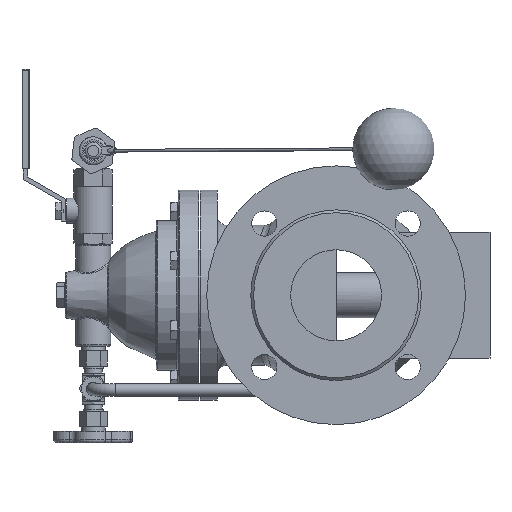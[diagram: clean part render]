
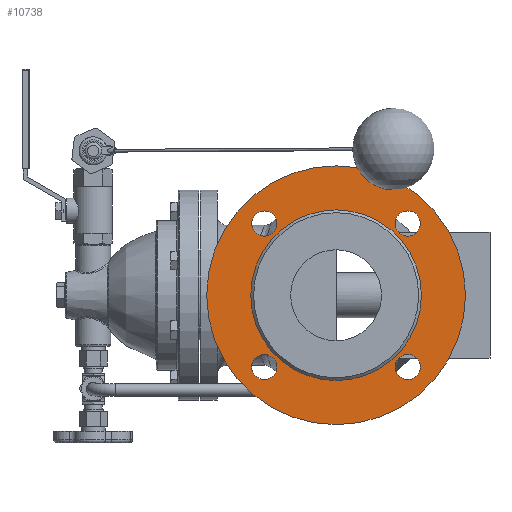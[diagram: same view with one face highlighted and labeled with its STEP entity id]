
A CAD part, left-side view. The second image highlights one B-rep face of the part: STEP entity #10738.
In plain terms, the highlighted planar face has unit normal (-1, 0, 0).
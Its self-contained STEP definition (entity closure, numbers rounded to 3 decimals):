
#463=FACE_BOUND('',#3674,.T.);
#464=FACE_BOUND('',#3675,.T.);
#465=FACE_BOUND('',#3676,.T.);
#466=FACE_BOUND('',#3677,.T.);
#467=FACE_BOUND('',#3678,.T.);
#1959=CIRCLE('',#11475,92.5);
#2082=CIRCLE('',#11718,9.);
#2083=CIRCLE('',#11720,9.);
#2084=CIRCLE('',#11722,9.);
#2085=CIRCLE('',#11724,9.);
#2087=CIRCLE('',#11728,61.);
#2528=PLANE('',#11727);
#2967=FACE_OUTER_BOUND('',#3673,.T.);
#3673=EDGE_LOOP('',(#7845));
#3674=EDGE_LOOP('',(#7846));
#3675=EDGE_LOOP('',(#7847));
#3676=EDGE_LOOP('',(#7848));
#3677=EDGE_LOOP('',(#7849));
#3678=EDGE_LOOP('',(#7850));
#4443=VERTEX_POINT('',#16004);
#4719=VERTEX_POINT('',#20037);
#4720=VERTEX_POINT('',#20041);
#4721=VERTEX_POINT('',#20045);
#4722=VERTEX_POINT('',#20049);
#4724=VERTEX_POINT('',#20056);
#5442=EDGE_CURVE('',#4443,#4443,#1959,.T.);
#5858=EDGE_CURVE('',#4719,#4719,#2082,.T.);
#5860=EDGE_CURVE('',#4720,#4720,#2083,.T.);
#5862=EDGE_CURVE('',#4721,#4721,#2084,.T.);
#5864=EDGE_CURVE('',#4722,#4722,#2085,.T.);
#5867=EDGE_CURVE('',#4724,#4724,#2087,.T.);
#7845=ORIENTED_EDGE('',*,*,#5442,.F.);
#7846=ORIENTED_EDGE('',*,*,#5864,.F.);
#7847=ORIENTED_EDGE('',*,*,#5862,.F.);
#7848=ORIENTED_EDGE('',*,*,#5860,.F.);
#7849=ORIENTED_EDGE('',*,*,#5858,.F.);
#7850=ORIENTED_EDGE('',*,*,#5867,.T.);
#10738=ADVANCED_FACE('',(#2967,#463,#464,#465,#466,#467),#2528,.F.);
#11475=AXIS2_PLACEMENT_3D('',#16005,#12726,#12727);
#11718=AXIS2_PLACEMENT_3D('',#20038,#13343,#13344);
#11720=AXIS2_PLACEMENT_3D('',#20042,#13348,#13349);
#11722=AXIS2_PLACEMENT_3D('',#20046,#13353,#13354);
#11724=AXIS2_PLACEMENT_3D('',#20050,#13358,#13359);
#11727=AXIS2_PLACEMENT_3D('',#20055,#13365,#13366);
#11728=AXIS2_PLACEMENT_3D('',#20057,#13367,#13368);
#12726=DIRECTION('center_axis',(1.,0.,0.));
#12727=DIRECTION('ref_axis',(0.,0.,-1.));
#13343=DIRECTION('center_axis',(-1.,0.,0.));
#13344=DIRECTION('ref_axis',(0.,0.,1.));
#13348=DIRECTION('center_axis',(-1.,0.,0.));
#13349=DIRECTION('ref_axis',(0.,0.,1.));
#13353=DIRECTION('center_axis',(-1.,0.,0.));
#13354=DIRECTION('ref_axis',(0.,0.,1.));
#13358=DIRECTION('center_axis',(-1.,0.,0.));
#13359=DIRECTION('ref_axis',(0.,0.,1.));
#13365=DIRECTION('center_axis',(1.,0.,0.));
#13366=DIRECTION('ref_axis',(0.,0.,-1.));
#13367=DIRECTION('center_axis',(1.,0.,0.));
#13368=DIRECTION('ref_axis',(0.,0.,1.));
#16004=CARTESIAN_POINT('',(-105.5,0.,92.5));
#16005=CARTESIAN_POINT('Origin',(-105.5,0.,0.));
#20037=CARTESIAN_POINT('',(-105.5,51.265,-60.265));
#20038=CARTESIAN_POINT('Origin',(-105.5,51.265,-51.265));
#20041=CARTESIAN_POINT('',(-105.5,51.265,42.265));
#20042=CARTESIAN_POINT('Origin',(-105.5,51.265,51.265));
#20045=CARTESIAN_POINT('',(-105.5,-51.265,42.265));
#20046=CARTESIAN_POINT('Origin',(-105.5,-51.265,51.265));
#20049=CARTESIAN_POINT('',(-105.5,-51.265,-60.265));
#20050=CARTESIAN_POINT('Origin',(-105.5,-51.265,-51.265));
#20055=CARTESIAN_POINT('Origin',(-105.5,0.,0.));
#20056=CARTESIAN_POINT('',(-105.5,0.,-61.));
#20057=CARTESIAN_POINT('Origin',(-105.5,0.,0.));
